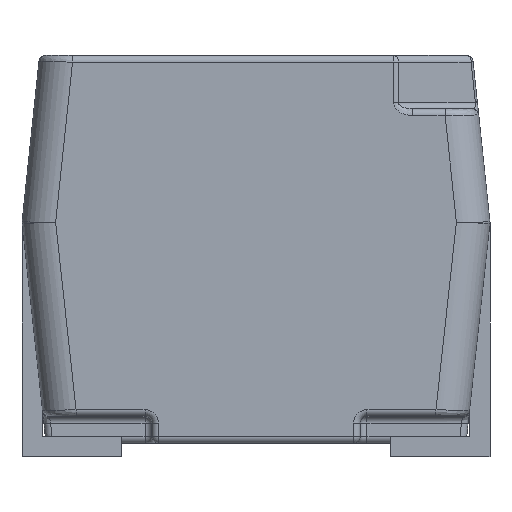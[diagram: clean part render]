
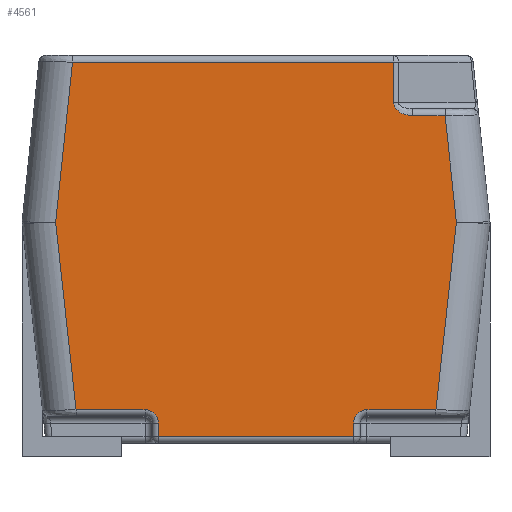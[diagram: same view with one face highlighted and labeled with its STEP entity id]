
A CAD part, front view. The second image highlights one B-rep face of the part: STEP entity #4561.
In plain terms, the highlighted planar face has unit normal (0, -1, 0).
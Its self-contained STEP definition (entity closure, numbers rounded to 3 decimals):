
#94=ELLIPSE('',#5087,0.141,0.1);
#304=PLANE('',#5086);
#500=LINE('',#7439,#886);
#503=LINE('',#7463,#889);
#504=LINE('',#7481,#890);
#527=LINE('',#7662,#913);
#546=LINE('',#7755,#932);
#602=LINE('',#7913,#988);
#603=LINE('',#7917,#989);
#604=LINE('',#7919,#990);
#605=LINE('',#7921,#991);
#606=LINE('',#7925,#992);
#607=LINE('',#7927,#993);
#608=LINE('',#7928,#994);
#886=VECTOR('',#5880,10.);
#889=VECTOR('',#5911,10.);
#890=VECTOR('',#5932,10.);
#913=VECTOR('',#6057,10.);
#932=VECTOR('',#6112,10.);
#988=VECTOR('',#6234,10.);
#989=VECTOR('',#6239,10.);
#990=VECTOR('',#6240,10.);
#991=VECTOR('',#6241,10.);
#992=VECTOR('',#6244,10.);
#993=VECTOR('',#6245,10.);
#994=VECTOR('',#6246,10.);
#1330=FACE_OUTER_BOUND('',#1625,.T.);
#1625=EDGE_LOOP('',(#3761,#3762,#3763,#3764,#3765,#3766,#3767,#3768,#3769,
#3770,#3771,#3772,#3773,#3774,#3775));
#1900=CIRCLE('',#4948,0.1);
#1920=CIRCLE('',#4978,0.1);
#2176=VERTEX_POINT('',#7421);
#2177=VERTEX_POINT('',#7423);
#2180=VERTEX_POINT('',#7433);
#2187=VERTEX_POINT('',#7457);
#2192=VERTEX_POINT('',#7472);
#2193=VERTEX_POINT('',#7473);
#2222=VERTEX_POINT('',#7660);
#2228=VERTEX_POINT('',#7750);
#2247=VERTEX_POINT('',#7912);
#2248=VERTEX_POINT('',#7916);
#2249=VERTEX_POINT('',#7918);
#2250=VERTEX_POINT('',#7920);
#2251=VERTEX_POINT('',#7922);
#2252=VERTEX_POINT('',#7924);
#2253=VERTEX_POINT('',#7926);
#2643=EDGE_CURVE('',#2176,#2177,#1900,.T.);
#2651=EDGE_CURVE('',#2180,#2176,#500,.T.);
#2663=EDGE_CURVE('',#2187,#2180,#503,.T.);
#2667=EDGE_CURVE('',#2192,#2193,#1920,.T.);
#2671=EDGE_CURVE('',#2193,#2187,#504,.T.);
#2725=EDGE_CURVE('',#2222,#2192,#527,.T.);
#2751=EDGE_CURVE('',#2177,#2228,#546,.T.);
#2815=EDGE_CURVE('',#2228,#2247,#602,.T.);
#2817=EDGE_CURVE('',#2248,#2222,#603,.T.);
#2818=EDGE_CURVE('',#2249,#2248,#604,.T.);
#2819=EDGE_CURVE('',#2250,#2249,#605,.T.);
#2820=EDGE_CURVE('',#2251,#2250,#94,.T.);
#2821=EDGE_CURVE('',#2252,#2251,#606,.T.);
#2822=EDGE_CURVE('',#2253,#2252,#607,.T.);
#2823=EDGE_CURVE('',#2247,#2253,#608,.T.);
#3761=ORIENTED_EDGE('',*,*,#2751,.F.);
#3762=ORIENTED_EDGE('',*,*,#2643,.F.);
#3763=ORIENTED_EDGE('',*,*,#2651,.F.);
#3764=ORIENTED_EDGE('',*,*,#2663,.F.);
#3765=ORIENTED_EDGE('',*,*,#2671,.F.);
#3766=ORIENTED_EDGE('',*,*,#2667,.F.);
#3767=ORIENTED_EDGE('',*,*,#2725,.F.);
#3768=ORIENTED_EDGE('',*,*,#2817,.F.);
#3769=ORIENTED_EDGE('',*,*,#2818,.F.);
#3770=ORIENTED_EDGE('',*,*,#2819,.F.);
#3771=ORIENTED_EDGE('',*,*,#2820,.F.);
#3772=ORIENTED_EDGE('',*,*,#2821,.F.);
#3773=ORIENTED_EDGE('',*,*,#2822,.F.);
#3774=ORIENTED_EDGE('',*,*,#2823,.F.);
#3775=ORIENTED_EDGE('',*,*,#2815,.F.);
#4561=ADVANCED_FACE('',(#1330),#304,.T.);
#4948=AXIS2_PLACEMENT_3D('',#7424,#5858,#5859);
#4978=AXIS2_PLACEMENT_3D('',#7474,#5922,#5923);
#5086=AXIS2_PLACEMENT_3D('',#7915,#6237,#6238);
#5087=AXIS2_PLACEMENT_3D('',#7923,#6242,#6243);
#5858=DIRECTION('center_axis',(0.,-1.,0.));
#5859=DIRECTION('ref_axis',(0.707,0.,0.707));
#5880=DIRECTION('',(0.,0.,1.));
#5911=DIRECTION('',(-1.,0.,0.));
#5922=DIRECTION('center_axis',(0.,-1.,0.));
#5923=DIRECTION('ref_axis',(-0.707,0.,0.707));
#5932=DIRECTION('',(0.,0.,-1.));
#6057=DIRECTION('',(-1.,0.,0.));
#6112=DIRECTION('',(-1.,0.,0.));
#6234=DIRECTION('',(-0.108,0.,0.994));
#6237=DIRECTION('center_axis',(0.,-1.,0.));
#6238=DIRECTION('ref_axis',(1.,0.,0.));
#6239=DIRECTION('',(-0.108,0.,-0.994));
#6240=DIRECTION('',(0.105,0.,-0.995));
#6241=DIRECTION('',(1.,0.,0.));
#6242=DIRECTION('center_axis',(0.,-1.,0.));
#6243=DIRECTION('ref_axis',(-1.,0.,0.));
#6244=DIRECTION('',(0.,0.,-1.));
#6245=DIRECTION('',(1.,0.,0.));
#6246=DIRECTION('',(0.105,0.,0.995));
#7421=CARTESIAN_POINT('',(-0.73,-1.75,0.25));
#7423=CARTESIAN_POINT('',(-0.83,-1.75,0.35));
#7424=CARTESIAN_POINT('Origin',(-0.83,-1.75,0.25));
#7433=CARTESIAN_POINT('',(-0.73,-1.75,0.15));
#7439=CARTESIAN_POINT('',(-0.73,-1.75,0.925));
#7457=CARTESIAN_POINT('',(0.73,-1.75,0.15));
#7463=CARTESIAN_POINT('',(-0.875,-1.75,0.15));
#7472=CARTESIAN_POINT('',(0.83,-1.75,0.35));
#7473=CARTESIAN_POINT('',(0.73,-1.75,0.25));
#7474=CARTESIAN_POINT('Origin',(0.83,-1.75,0.25));
#7481=CARTESIAN_POINT('',(0.73,-1.75,0.925));
#7660=CARTESIAN_POINT('',(1.346,-1.75,0.35));
#7662=CARTESIAN_POINT('',(-0.21,-1.75,0.35));
#7750=CARTESIAN_POINT('',(-1.346,-1.75,0.35));
#7755=CARTESIAN_POINT('',(-1.54,-1.75,0.35));
#7912=CARTESIAN_POINT('',(-1.499,-1.75,1.75));
#7913=CARTESIAN_POINT('',(-1.501,-1.75,1.777));
#7915=CARTESIAN_POINT('Origin',(-1.75,-1.75,1.75));
#7916=CARTESIAN_POINT('',(1.499,-1.75,1.75));
#7917=CARTESIAN_POINT('',(1.391,-1.75,0.763));
#7918=CARTESIAN_POINT('',(1.415,-1.75,2.55));
#7919=CARTESIAN_POINT('',(1.482,-1.75,1.906));
#7920=CARTESIAN_POINT('',(1.171,-1.75,2.55));
#7921=CARTESIAN_POINT('',(-0.175,-1.75,2.55));
#7922=CARTESIAN_POINT('',(1.029,-1.75,2.65));
#7923=CARTESIAN_POINT('Origin',(1.171,-1.75,2.65));
#7924=CARTESIAN_POINT('',(1.029,-1.75,2.95));
#7925=CARTESIAN_POINT('',(1.029,-1.75,2.375));
#7926=CARTESIAN_POINT('',(-1.372,-1.75,2.95));
#7927=CARTESIAN_POINT('',(-0.875,-1.75,2.95));
#7928=CARTESIAN_POINT('',(-1.436,-1.75,2.349));
